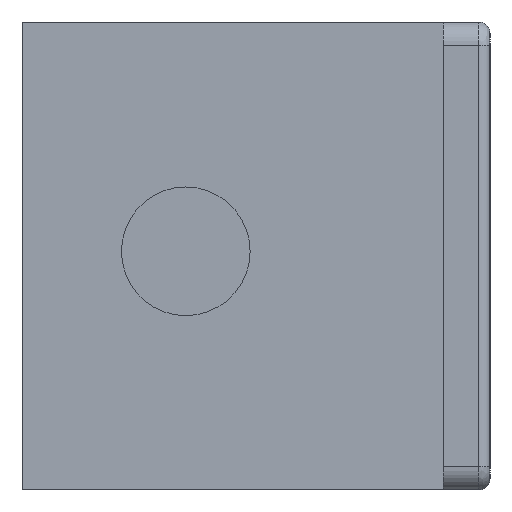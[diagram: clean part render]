
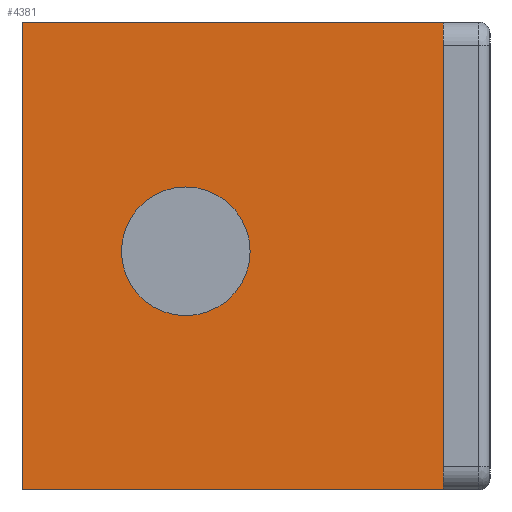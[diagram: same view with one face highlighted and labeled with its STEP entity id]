
A CAD part, left-side view. The second image highlights one B-rep face of the part: STEP entity #4381.
In plain terms, the highlighted planar face has unit normal (-1, 0, 0).
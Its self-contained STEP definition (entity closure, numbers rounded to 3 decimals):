
#270=FACE_BOUND('',#1818,.T.);
#413=PLANE('',#4573);
#436=LINE('',#5500,#886);
#857=LINE('',#7986,#1307);
#862=LINE('',#7997,#1312);
#864=LINE('',#8001,#1314);
#886=VECTOR('',#4660,10.);
#1307=VECTOR('',#5359,10.);
#1312=VECTOR('',#5372,10.);
#1314=VECTOR('',#5378,10.);
#1558=FACE_OUTER_BOUND('',#1817,.T.);
#1817=EDGE_LOOP('',(#4135,#4136,#4137,#4138));
#1818=EDGE_LOOP('',(#4139));
#1841=CIRCLE('',#4554,2.75);
#1870=VERTEX_POINT('',#5497);
#1871=VERTEX_POINT('',#5499);
#2238=VERTEX_POINT('',#7927);
#2257=VERTEX_POINT('',#7985);
#2259=VERTEX_POINT('',#7995);
#2301=EDGE_CURVE('',#1870,#1871,#436,.T.);
#2852=EDGE_CURVE('',#2238,#2238,#1841,.T.);
#2880=EDGE_CURVE('',#1871,#2257,#857,.T.);
#2885=EDGE_CURVE('',#1870,#2259,#862,.T.);
#2887=EDGE_CURVE('',#2259,#2257,#864,.T.);
#4135=ORIENTED_EDGE('',*,*,#2885,.T.);
#4136=ORIENTED_EDGE('',*,*,#2887,.T.);
#4137=ORIENTED_EDGE('',*,*,#2880,.F.);
#4138=ORIENTED_EDGE('',*,*,#2301,.F.);
#4139=ORIENTED_EDGE('',*,*,#2852,.T.);
#4381=ADVANCED_FACE('',(#1558,#270),#413,.T.);
#4554=AXIS2_PLACEMENT_3D('',#7929,#5308,#5309);
#4573=AXIS2_PLACEMENT_3D('',#8002,#5379,#5380);
#4660=DIRECTION('',(0.,1.,0.));
#5308=DIRECTION('center_axis',(1.,0.,0.));
#5309=DIRECTION('ref_axis',(0.,1.,0.));
#5359=DIRECTION('',(0.,0.,1.));
#5372=DIRECTION('',(0.,0.,1.));
#5378=DIRECTION('',(0.,1.,0.));
#5379=DIRECTION('center_axis',(-1.,0.,0.));
#5380=DIRECTION('ref_axis',(0.,0.,1.));
#5497=CARTESIAN_POINT('',(-55.,2.,-10.));
#5499=CARTESIAN_POINT('',(-55.,20.,-10.));
#5500=CARTESIAN_POINT('',(-55.,0.,-10.));
#7927=CARTESIAN_POINT('',(-55.,10.25,0.201));
#7929=CARTESIAN_POINT('Origin',(-55.,13.,0.201));
#7985=CARTESIAN_POINT('',(-55.,20.,10.));
#7986=CARTESIAN_POINT('',(-55.,20.,-10.));
#7995=CARTESIAN_POINT('',(-55.,2.,10.));
#7997=CARTESIAN_POINT('',(-55.,2.,-5.));
#8001=CARTESIAN_POINT('',(-55.,0.,10.));
#8002=CARTESIAN_POINT('Origin',(-55.,0.,-10.));
